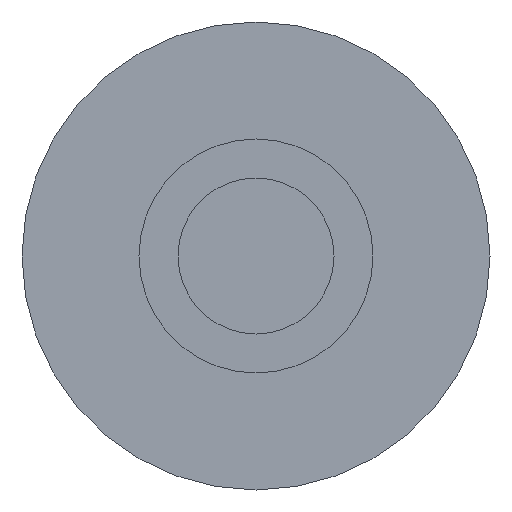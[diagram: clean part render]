
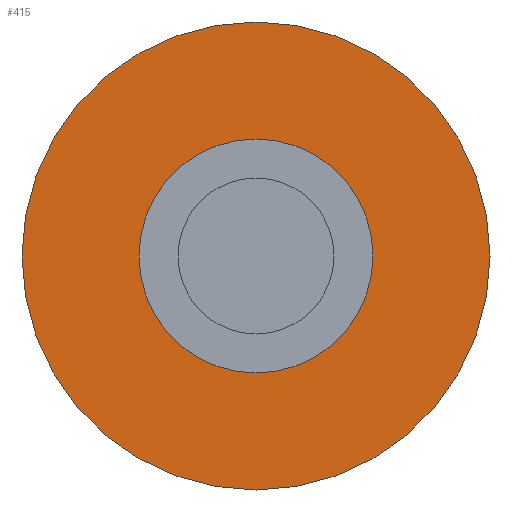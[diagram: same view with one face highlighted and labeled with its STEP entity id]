
A CAD part, front view. The second image highlights one B-rep face of the part: STEP entity #415.
In plain terms, the highlighted planar face has unit normal (0, -1, 0).
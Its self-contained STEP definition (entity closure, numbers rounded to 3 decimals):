
#3 = AXIS2_PLACEMENT_3D ( 'NONE', #423, #210, #202 ) ;
#28 = CARTESIAN_POINT ( 'NONE',  ( -3., 8., 0. ) ) ;
#29 = DIRECTION ( 'NONE',  ( 0., 0., -1. ) ) ;
#32 = EDGE_CURVE ( 'NONE', #353, #94, #262, .T. ) ;
#34 = DIRECTION ( 'NONE',  ( 0., -1., 0. ) ) ;
#51 = CARTESIAN_POINT ( 'NONE',  ( 0., 8., 0. ) ) ;
#71 = CARTESIAN_POINT ( 'NONE',  ( 0., 8., 0. ) ) ;
#94 = VERTEX_POINT ( 'NONE', #366 ) ;
#104 = AXIS2_PLACEMENT_3D ( 'NONE', #71, #34, #186 ) ;
#119 = ORIENTED_EDGE ( 'NONE', *, *, #145, .F. ) ;
#145 = EDGE_CURVE ( 'NONE', #358, #439, #460, .T. ) ;
#157 = EDGE_LOOP ( 'NONE', ( #181, #197 ) ) ;
#165 = ORIENTED_EDGE ( 'NONE', *, *, #229, .F. ) ;
#181 = ORIENTED_EDGE ( 'NONE', *, *, #354, .T. ) ;
#186 = DIRECTION ( 'NONE',  ( 0., 0., -1. ) ) ;
#197 = ORIENTED_EDGE ( 'NONE', *, *, #32, .T. ) ;
#200 = FACE_BOUND ( 'NONE', #410, .T. ) ;
#202 = DIRECTION ( 'NONE',  ( 0., 0., -1. ) ) ;
#210 = DIRECTION ( 'NONE',  ( 0., -1., 0. ) ) ;
#229 = EDGE_CURVE ( 'NONE', #439, #358, #335, .T. ) ;
#262 = CIRCLE ( 'NONE', #3, 6. ) ;
#264 = DIRECTION ( 'NONE',  ( 0., 0., -1. ) ) ;
#328 = DIRECTION ( 'NONE',  ( 0., 1., 0. ) ) ;
#330 = CARTESIAN_POINT ( 'NONE',  ( 0., 8., 3. ) ) ;
#332 = PLANE ( 'NONE',  #470 ) ;
#333 = DIRECTION ( 'NONE',  ( 0., -1., 0. ) ) ;
#335 = CIRCLE ( 'NONE', #372, 3. ) ;
#348 = CARTESIAN_POINT ( 'NONE',  ( 0., 8., -3. ) ) ;
#353 = VERTEX_POINT ( 'NONE', #424 ) ;
#354 = EDGE_CURVE ( 'NONE', #94, #353, #478, .T. ) ;
#358 = VERTEX_POINT ( 'NONE', #348 ) ;
#365 = FACE_OUTER_BOUND ( 'NONE', #157, .T. ) ;
#366 = CARTESIAN_POINT ( 'NONE',  ( 0., 8., -6. ) ) ;
#372 = AXIS2_PLACEMENT_3D ( 'NONE', #383, #333, #29 ) ;
#376 = DIRECTION ( 'NONE',  ( 0., 0., 1. ) ) ;
#379 = DIRECTION ( 'NONE',  ( 0., -1., 0. ) ) ;
#383 = CARTESIAN_POINT ( 'NONE',  ( 0., 8., 0. ) ) ;
#410 = EDGE_LOOP ( 'NONE', ( #119, #165 ) ) ;
#415 = ADVANCED_FACE ( 'NONE', ( #200, #365 ), #332, .F. ) ;
#423 = CARTESIAN_POINT ( 'NONE',  ( 0., 8., 0. ) ) ;
#424 = CARTESIAN_POINT ( 'NONE',  ( 0., 8., 6. ) ) ;
#439 = VERTEX_POINT ( 'NONE', #330 ) ;
#460 = CIRCLE ( 'NONE', #503, 3. ) ;
#470 = AXIS2_PLACEMENT_3D ( 'NONE', #28, #328, #376 ) ;
#478 = CIRCLE ( 'NONE', #104, 6. ) ;
#503 = AXIS2_PLACEMENT_3D ( 'NONE', #51, #379, #264 ) ;
